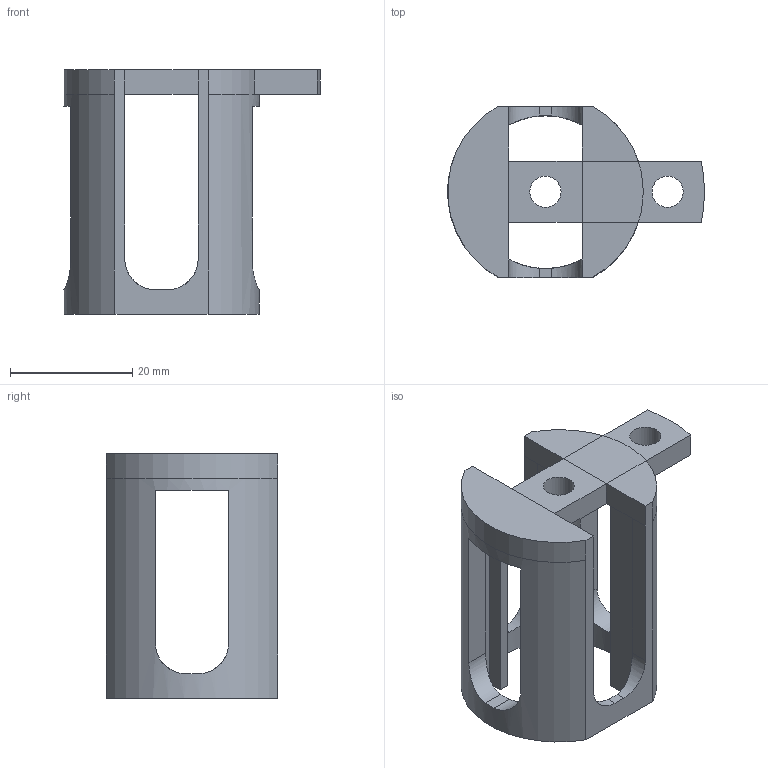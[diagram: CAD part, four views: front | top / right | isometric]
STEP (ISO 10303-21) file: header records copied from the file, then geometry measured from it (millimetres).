
FILE_DESCRIPTION(('FreeCAD Model'),'2;1');
FILE_NAME('Open CASCADE Shape Model','2022-02-10T05:30:29',('Author'),( ''),'Open CASCADE STEP processor 7.5','FreeCAD','Unknown');
FILE_SCHEMA(('AUTOMOTIVE_DESIGN { 1 0 10303 214 1 1 1 1 }'));
Length unit declared in the file: millimetre
Products named in the file (2): x_axis_idler_cradle; Cut032
Assembly tree (1 placements, depth 2):
  x_axis_idler_cradle
    Cut032
Bounding box: 42 x 28 x 40 mm (x, y, z)
Volume: 9431.2 mm3; surface area: 7391.6 mm2
Topology: 1 solids, 1 shells, 97 faces, 264 edges, 163 vertices
Faces by surface type: plane 74, cylinder 23
Full cylindrical faces by diameter (mm): 5.1 x2
Entity records: 7295 total; most frequent: CARTESIAN_POINT 2149, DIRECTION 903, ORIENTED_EDGE 528, PCURVE 528, DEFINITIONAL_REPRESENTATION 528, LINE 522, VECTOR 522, EDGE_CURVE 264
